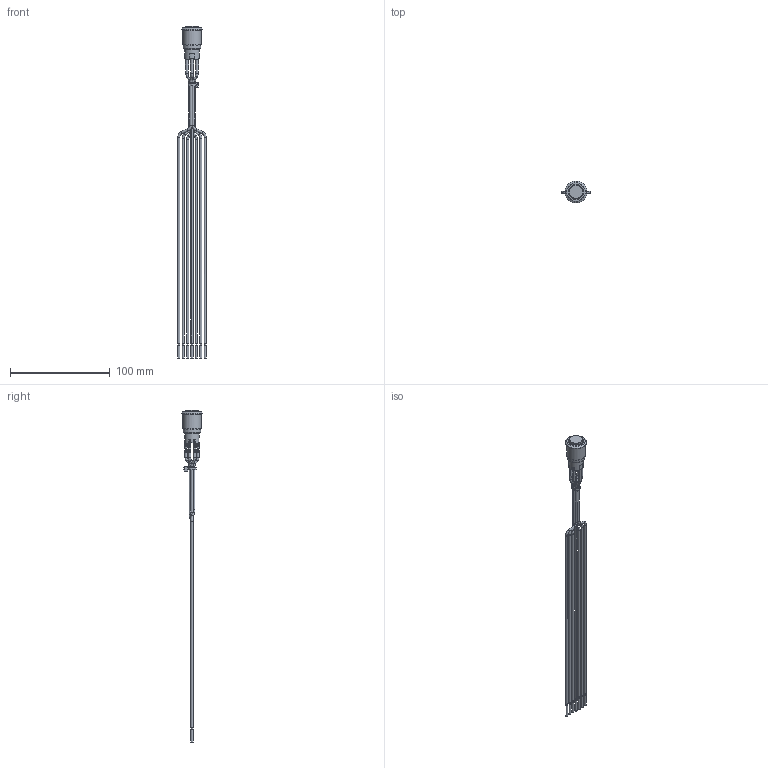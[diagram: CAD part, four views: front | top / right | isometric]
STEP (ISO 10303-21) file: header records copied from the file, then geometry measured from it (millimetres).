
FILE_DESCRIPTION(/* description */ (''),/* implementation_level */ '2;1');
FILE_NAME(/* name */ 'PV4HW30xx-3Rx.stp',/* time_stamp */ '2025-05-28T15:50:03-05:00',/* author */ ('mroman'),/* organization */ (''),/* preprocessor_version */ 'ST-DEVELOPER v18.1',/* originating_system */ 'Autodesk Inventor 2022',/* authorisation */ '');
FILE_SCHEMA (('AUTOMOTIVE_DESIGN { 1 0 10303 214 3 1 1 }'));
Length unit declared in the file: centimetre
Products named in the file (1): PV4HW30xx-3Rx
Bounding box: 28.6 x 22 x 332.7 mm (x, y, z)
Volume: 13138 mm3; surface area: 18998.4 mm2
Topology: 1 solids, 2 shells, 628 faces, 1628 edges, 1018 vertices
Faces by surface type: plane 256, cylinder 219, torus 70, sphere 38, bspline 31, cone 14
Full cylindrical faces by diameter (mm): 1.5 x7, 2.2 x29, 2.5 x7, 12.8 x1, 13.6 x2, 14.9 x1, 15 x1, 15.8 x1, 17.5 x2, 18.9 x1, 22 x1
Entity records: 20347 total; most frequent: CARTESIAN_POINT 4618, DIRECTION 3402, ORIENTED_EDGE 3274, EDGE_CURVE 1637, AXIS2_PLACEMENT_3D 1300, VERTEX_POINT 1018, LINE 802, VECTOR 802
